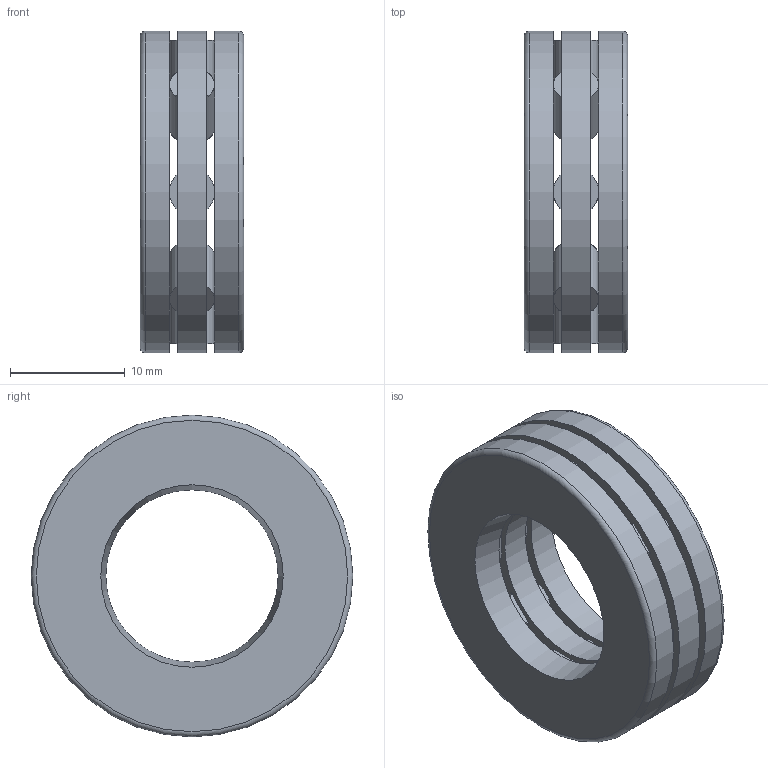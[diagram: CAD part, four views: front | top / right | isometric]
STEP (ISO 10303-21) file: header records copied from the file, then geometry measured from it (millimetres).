
FILE_DESCRIPTION( ( 'STEP AP214' ), '1' );
FILE_NAME( 'michaud_chailly_81102-TV.stp', '2019-10-24T09:48:44', ( '' ), ( '' ), ' ', 'PARTsolutions', ' ' );
FILE_SCHEMA( ( 'AUTOMOTIVE_DESIGN { 1 0 10303 214 1 1 1 1 }' ) );
Length unit declared in the file: millimetre
Products named in the file (5): michaud_chailly_81102-TV; _michaud_chailly_81102-TV_PART1; _michaud_chailly_81102-TV_PART2; _michaud_chailly_81102-TV_PART3; _michaud_chailly_81102-TV_PART4
Assembly tree (11 placements, depth 2):
  michaud_chailly_81102-TV
    _michaud_chailly_81102-TV_PART1
    _michaud_chailly_81102-TV_PART2
    _michaud_chailly_81102-TV_PART3
    _michaud_chailly_81102-TV_PART4  x8
Bounding box: 9 x 28 x 28 mm (x, y, z)
Volume: 3470.9 mm3; surface area: 4439 mm2
Topology: 11 solids, 11 shells, 72 faces, 142 edges, 94 vertices
Faces by surface type: plane 40, cylinder 29, torus 2, cone 1
Full cylindrical faces by diameter (mm): 3.96 x8, 15 x2, 28 x3
Entity records: 2032 total; most frequent: DIRECTION 286, CARTESIAN_POINT 255, ORIENTED_EDGE 224, EDGE_CURVE 112, AXIS2_PLACEMENT_3D 111, EDGE_LOOP 82, VERTEX_POINT 80, LINE 64
